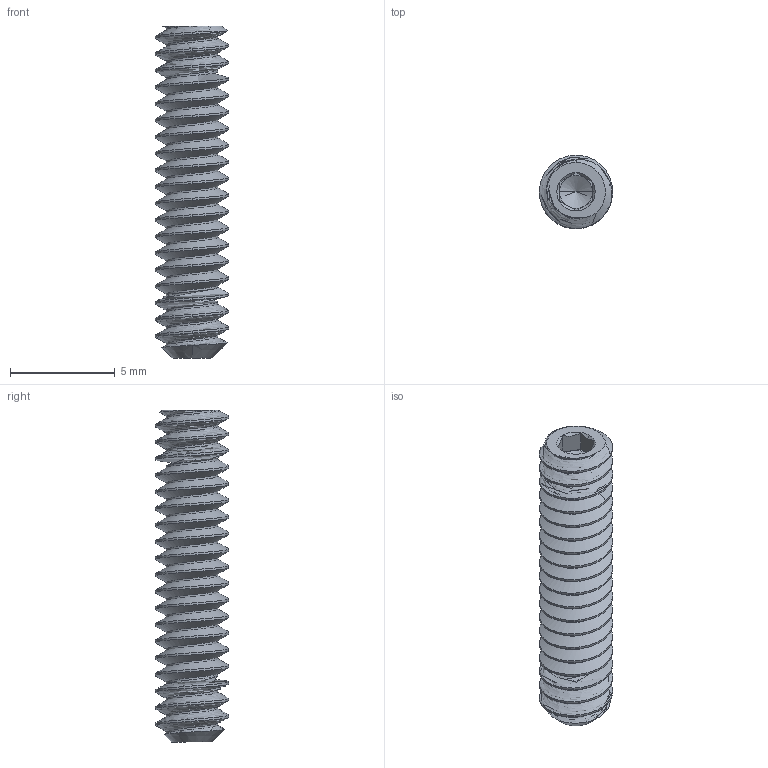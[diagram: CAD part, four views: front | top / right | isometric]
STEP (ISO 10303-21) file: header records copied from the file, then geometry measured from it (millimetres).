
FILE_DESCRIPTION (( 'STEP AP203' ), '1' );
FILE_NAME ('92313A412.step', '2013-07-29T14:44:13', ( 'Admin' ), ( 'Microsoft' ), 'SwSTEP 2.0', 'SolidWorks 2012', '' );
FILE_SCHEMA (( 'CONFIG_CONTROL_DESIGN' ));
Length unit declared in the file: inch
Products named in the file (1): 92313A412
Bounding box: 3.5 x 3.51 x 15.88 mm (x, y, z)
Volume: 108.6 mm3; surface area: 273.4 mm2
Topology: 1 solids, 1 shells, 70 faces, 185 edges, 114 vertices
Faces by surface type: cylinder 39, cone 15, plane 13, bspline 3
Entity records: 5278 total; most frequent: CARTESIAN_POINT 3769, ORIENTED_EDGE 362, DIRECTION 238, EDGE_CURVE 181, VERTEX_POINT 114, AXIS2_PLACEMENT_3D 87, EDGE_LOOP 71, FACE_OUTER_BOUND 70
